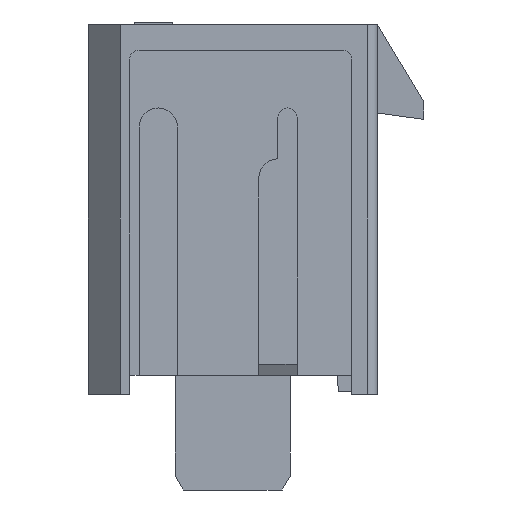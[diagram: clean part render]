
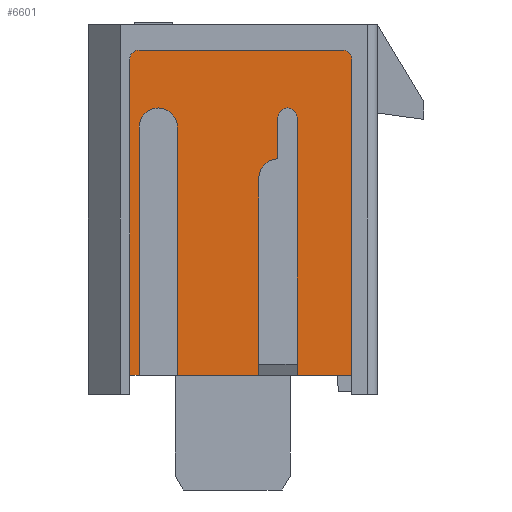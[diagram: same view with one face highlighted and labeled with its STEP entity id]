
A CAD part, left-side view. The second image highlights one B-rep face of the part: STEP entity #6601.
In plain terms, the highlighted planar face has unit normal (-1, 0, 0).
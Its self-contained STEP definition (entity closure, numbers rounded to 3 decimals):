
#253=DIRECTION('',(0.,1.,0.));
#254=VECTOR('',#253,0.381);
#255=CARTESIAN_POINT('',(38.608,24.277,-8.834));
#256=LINE('',#255,#254);
#261=DIRECTION('',(0.,1.,0.));
#262=VECTOR('',#261,3.251);
#263=CARTESIAN_POINT('',(38.608,19.501,-8.834));
#264=LINE('',#263,#262);
#277=DIRECTION('',(0.,1.,0.));
#278=VECTOR('',#277,2.184);
#279=CARTESIAN_POINT('',(38.608,15.793,-8.834));
#280=LINE('',#279,#278);
#1958=CARTESIAN_POINT('',(38.608,16.174,3.764));
#1959=DIRECTION('',(-1.,0.,0.));
#1960=DIRECTION('',(0.,-1.,0.));
#1961=AXIS2_PLACEMENT_3D('',#1958,#1959,#1960);
#1963=DIRECTION('',(0.,0.,1.));
#1964=VECTOR('',#1963,12.598);
#1965=CARTESIAN_POINT('',(38.608,15.793,-8.834));
#1966=LINE('',#1965,#1964);
#1967=DIRECTION('',(0.,0.,-1.));
#1968=VECTOR('',#1967,10.287);
#1969=CARTESIAN_POINT('',(38.608,17.977,1.453));
#1970=LINE('',#1969,#1968);
#1971=CARTESIAN_POINT('',(38.608,18.358,1.453));
#1972=DIRECTION('',(1.,0.,0.));
#1973=DIRECTION('',(0.,1.,0.));
#1974=AXIS2_PLACEMENT_3D('',#1971,#1972,#1973);
#1976=DIRECTION('',(0.,0.,1.));
#1977=VECTOR('',#1976,1.651);
#1978=CARTESIAN_POINT('',(38.608,18.739,-0.198));
#1979=LINE('',#1978,#1977);
#1980=CARTESIAN_POINT('',(38.608,18.739,-0.96));
#1981=DIRECTION('',(1.,0.,0.));
#1982=DIRECTION('',(0.,1.,0.));
#1983=AXIS2_PLACEMENT_3D('',#1980,#1981,#1982);
#1985=DIRECTION('',(0.,0.,1.));
#1986=VECTOR('',#1985,7.874);
#1987=CARTESIAN_POINT('',(38.608,19.501,-8.834));
#1988=LINE('',#1987,#1986);
#1989=DIRECTION('',(0.,0.,-1.));
#1990=VECTOR('',#1989,9.906);
#1991=CARTESIAN_POINT('',(38.608,22.753,1.072));
#1992=LINE('',#1991,#1990);
#1993=CARTESIAN_POINT('',(38.608,23.515,1.072));
#1994=DIRECTION('',(1.,0.,0.));
#1995=DIRECTION('',(0.,1.,0.));
#1996=AXIS2_PLACEMENT_3D('',#1993,#1994,#1995);
#1998=DIRECTION('',(0.,0.,1.));
#1999=VECTOR('',#1998,9.906);
#2000=CARTESIAN_POINT('',(38.608,24.277,-8.834));
#2001=LINE('',#2000,#1999);
#2002=DIRECTION('',(0.,0.,-1.));
#2003=VECTOR('',#2002,12.598);
#2004=CARTESIAN_POINT('',(38.608,24.658,3.764));
#2005=LINE('',#2004,#2003);
#2006=CARTESIAN_POINT('',(38.608,24.277,3.764));
#2007=DIRECTION('',(-1.,0.,0.));
#2008=DIRECTION('',(0.,0.,1.));
#2009=AXIS2_PLACEMENT_3D('',#2006,#2007,#2008);
#2011=DIRECTION('',(0.,1.,0.));
#2012=VECTOR('',#2011,8.103);
#2013=CARTESIAN_POINT('',(38.608,16.174,4.145));
#2014=LINE('',#2013,#2012);
#3079=CARTESIAN_POINT('',(38.608,15.793,-8.834));
#3080=CARTESIAN_POINT('',(38.608,15.793,3.764));
#3081=VERTEX_POINT('',#3079);
#3082=VERTEX_POINT('',#3080);
#3083=CARTESIAN_POINT('',(38.608,17.977,-8.834));
#3084=VERTEX_POINT('',#3083);
#3085=CARTESIAN_POINT('',(38.608,17.977,1.453));
#3086=VERTEX_POINT('',#3085);
#3087=CARTESIAN_POINT('',(38.608,18.739,1.453));
#3088=VERTEX_POINT('',#3087);
#3089=CARTESIAN_POINT('',(38.608,18.739,-0.198));
#3090=VERTEX_POINT('',#3089);
#3091=CARTESIAN_POINT('',(38.608,19.501,-0.96));
#3092=VERTEX_POINT('',#3091);
#3093=CARTESIAN_POINT('',(38.608,19.501,-8.834));
#3094=VERTEX_POINT('',#3093);
#3095=CARTESIAN_POINT('',(38.608,22.753,-8.834));
#3096=VERTEX_POINT('',#3095);
#3097=CARTESIAN_POINT('',(38.608,22.753,1.072));
#3098=VERTEX_POINT('',#3097);
#3099=CARTESIAN_POINT('',(38.608,24.277,1.072));
#3100=VERTEX_POINT('',#3099);
#3101=CARTESIAN_POINT('',(38.608,24.277,-8.834));
#3102=VERTEX_POINT('',#3101);
#3103=CARTESIAN_POINT('',(38.608,24.658,-8.834));
#3104=VERTEX_POINT('',#3103);
#3105=CARTESIAN_POINT('',(38.608,24.658,3.764));
#3106=VERTEX_POINT('',#3105);
#3107=CARTESIAN_POINT('',(38.608,24.277,4.145));
#3108=VERTEX_POINT('',#3107);
#3109=CARTESIAN_POINT('',(38.608,16.174,4.145));
#3110=VERTEX_POINT('',#3109);
#6568=CARTESIAN_POINT('',(38.608,16.591,-1.161));
#6569=DIRECTION('',(-1.,0.,0.));
#6570=DIRECTION('',(0.,-1.,0.));
#6571=AXIS2_PLACEMENT_3D('',#6568,#6569,#6570);
#6572=PLANE('',#6571);
#6573=ORIENTED_EDGE('',*,*,#6549,.F.);
#6574=ORIENTED_EDGE('',*,*,#6507,.F.);
#6575=ORIENTED_EDGE('',*,*,#4157,.T.);
#6577=ORIENTED_EDGE('',*,*,#6576,.F.);
#6579=ORIENTED_EDGE('',*,*,#6578,.F.);
#6581=ORIENTED_EDGE('',*,*,#6580,.F.);
#6583=ORIENTED_EDGE('',*,*,#6582,.F.);
#6585=ORIENTED_EDGE('',*,*,#6584,.F.);
#6586=ORIENTED_EDGE('',*,*,#4149,.T.);
#6588=ORIENTED_EDGE('',*,*,#6587,.F.);
#6590=ORIENTED_EDGE('',*,*,#6589,.F.);
#6592=ORIENTED_EDGE('',*,*,#6591,.F.);
#6593=ORIENTED_EDGE('',*,*,#4141,.T.);
#6595=ORIENTED_EDGE('',*,*,#6594,.F.);
#6597=ORIENTED_EDGE('',*,*,#6596,.F.);
#6598=ORIENTED_EDGE('',*,*,#6560,.F.);
#6599=EDGE_LOOP('',(#6573,#6574,#6575,#6577,#6579,#6581,#6583,#6585,#6586,#6588,
#6590,#6592,#6593,#6595,#6597,#6598));
#6600=FACE_OUTER_BOUND('',#6599,.F.);
#6601=ADVANCED_FACE('',(#6600),#6572,.T.);
#1962=CIRCLE('',#1961,0.381);
#1975=CIRCLE('',#1974,0.381);
#1984=CIRCLE('',#1983,0.762);
#1997=CIRCLE('',#1996,0.762);
#2010=CIRCLE('',#2009,0.381);
#4141=EDGE_CURVE('',#3102,#3104,#256,.T.);
#4149=EDGE_CURVE('',#3094,#3096,#264,.T.);
#4157=EDGE_CURVE('',#3081,#3084,#280,.T.);
#6507=EDGE_CURVE('',#3081,#3082,#1966,.T.);
#6549=EDGE_CURVE('',#3082,#3110,#1962,.T.);
#6560=EDGE_CURVE('',#3110,#3108,#2014,.T.);
#6576=EDGE_CURVE('',#3086,#3084,#1970,.T.);
#6578=EDGE_CURVE('',#3088,#3086,#1975,.T.);
#6580=EDGE_CURVE('',#3090,#3088,#1979,.T.);
#6582=EDGE_CURVE('',#3092,#3090,#1984,.T.);
#6584=EDGE_CURVE('',#3094,#3092,#1988,.T.);
#6587=EDGE_CURVE('',#3098,#3096,#1992,.T.);
#6589=EDGE_CURVE('',#3100,#3098,#1997,.T.);
#6591=EDGE_CURVE('',#3102,#3100,#2001,.T.);
#6594=EDGE_CURVE('',#3106,#3104,#2005,.T.);
#6596=EDGE_CURVE('',#3108,#3106,#2010,.T.);
